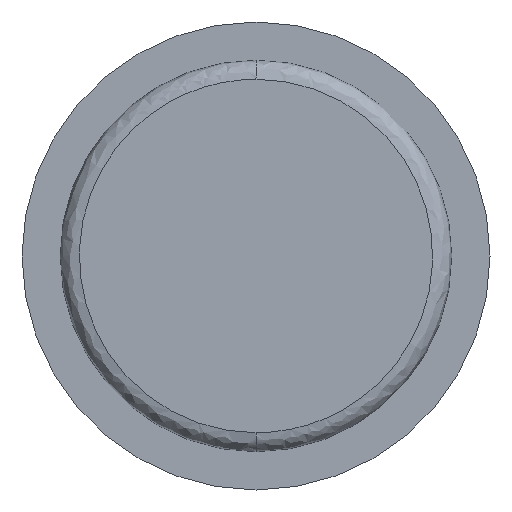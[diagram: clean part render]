
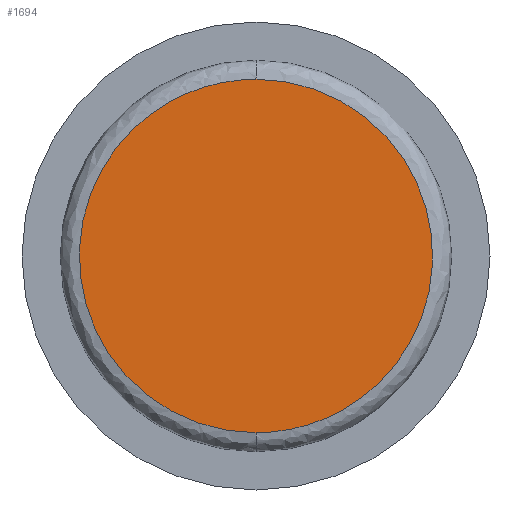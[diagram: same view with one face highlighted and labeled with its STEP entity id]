
A CAD part, front view. The second image highlights one B-rep face of the part: STEP entity #1694.
In plain terms, the highlighted planar face has unit normal (0, -1, 0).
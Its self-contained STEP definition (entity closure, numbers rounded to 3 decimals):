
#114 = CARTESIAN_POINT ( 'NONE',  ( 0., -14.8, -18.5 ) ) ;
#281 = FACE_OUTER_BOUND ( 'NONE', #539, .T. ) ;
#282 = CARTESIAN_POINT ( 'NONE',  ( 0., -14.8, 18.5 ) ) ;
#287 = CARTESIAN_POINT ( 'NONE',  ( 0., -14.8, 18.5 ) ) ;
#357 = VERTEX_POINT ( 'NONE', #282 ) ;
#380 = VERTEX_POINT ( 'NONE', #1616 ) ;
#484 = CARTESIAN_POINT ( 'NONE',  ( 37., -14.8, -18.5 ) ) ;
#539 = EDGE_LOOP ( 'NONE', ( #1304, #1627 ) ) ;
#605 = AXIS2_PLACEMENT_3D ( 'NONE', #606, #1154, #1284 ) ;
#606 = CARTESIAN_POINT ( 'NONE',  ( 0., -14.8, 0. ) ) ;
#729 = EDGE_CURVE ( 'NONE', #357, #380, #1728, .T. ) ;
#791 = CARTESIAN_POINT ( 'NONE',  ( 0., -14.8, 18.5 ) ) ;
#808 =( BOUNDED_CURVE ( )  B_SPLINE_CURVE ( 3, ( #114, #924, #1073, #791 ),
 .UNSPECIFIED., .F., .F. ) 
 B_SPLINE_CURVE_WITH_KNOTS ( ( 4, 4 ),
 ( 0.25, 0.75 ),
 .UNSPECIFIED. ) 
 CURVE ( )  GEOMETRIC_REPRESENTATION_ITEM ( )  RATIONAL_B_SPLINE_CURVE ( ( 1., 0.333, 0.333, 1. ) ) 
 REPRESENTATION_ITEM ( '' )  );
#924 = CARTESIAN_POINT ( 'NONE',  ( -37., -14.8, -18.5 ) ) ;
#1073 = CARTESIAN_POINT ( 'NONE',  ( -37., -14.8, 18.5 ) ) ;
#1154 = DIRECTION ( 'NONE',  ( 0., -1., 0. ) ) ;
#1284 = DIRECTION ( 'NONE',  ( 1., 0., 0. ) ) ;
#1285 = CARTESIAN_POINT ( 'NONE',  ( 37., -14.8, 18.5 ) ) ;
#1304 = ORIENTED_EDGE ( 'NONE', *, *, #729, .F. ) ;
#1314 = EDGE_CURVE ( 'NONE', #380, #357, #808, .T. ) ;
#1404 = PLANE ( 'NONE',  #605 ) ;
#1616 = CARTESIAN_POINT ( 'NONE',  ( 0., -14.8, -18.5 ) ) ;
#1627 = ORIENTED_EDGE ( 'NONE', *, *, #1314, .F. ) ;
#1688 = CARTESIAN_POINT ( 'NONE',  ( 0., -14.8, -18.5 ) ) ;
#1694 = ADVANCED_FACE ( 'NONE', ( #281 ), #1404, .T. ) ;
#1728 =( BOUNDED_CURVE ( )  B_SPLINE_CURVE ( 3, ( #287, #1285, #484, #1688 ),
 .UNSPECIFIED., .F., .F. ) 
 B_SPLINE_CURVE_WITH_KNOTS ( ( 4, 4 ),
 ( 0.75, 1.25 ),
 .UNSPECIFIED. ) 
 CURVE ( )  GEOMETRIC_REPRESENTATION_ITEM ( )  RATIONAL_B_SPLINE_CURVE ( ( 1., 0.333, 0.333, 1. ) ) 
 REPRESENTATION_ITEM ( '' )  );
